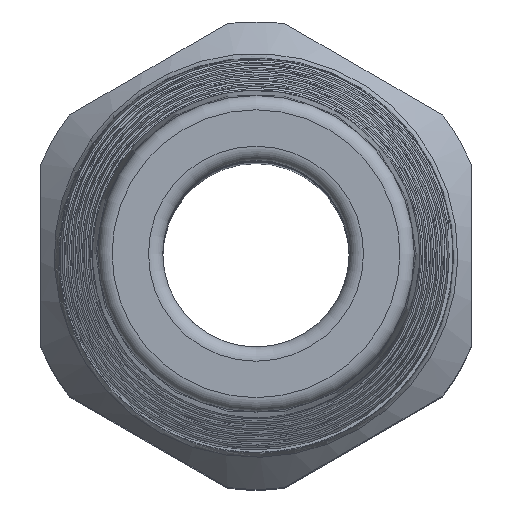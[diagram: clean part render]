
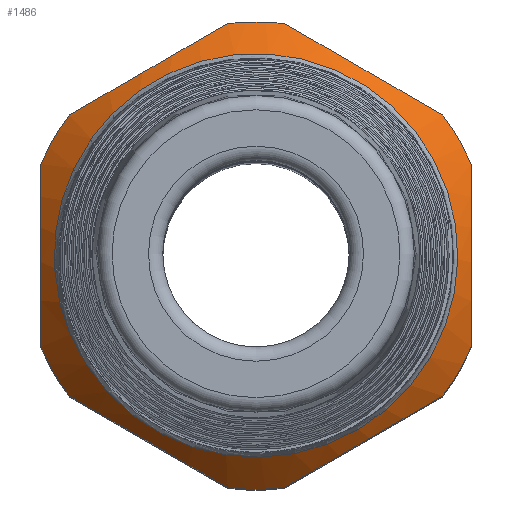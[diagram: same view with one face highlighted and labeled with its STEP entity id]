
A CAD part, top view. The second image highlights one B-rep face of the part: STEP entity #1486.
In plain terms, the highlighted conical face has half-angle 45 degrees and reference radius 8.15 mm.
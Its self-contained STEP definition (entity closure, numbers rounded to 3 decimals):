
#390=(
BOUNDED_CURVE()
B_SPLINE_CURVE(2,(#2121,#2122,#2123),.UNSPECIFIED.,.F.,.F.)
B_SPLINE_CURVE_WITH_KNOTS((3,3),(1.432,2.72),
 .UNSPECIFIED.)
CURVE()
GEOMETRIC_REPRESENTATION_ITEM()
RATIONAL_B_SPLINE_CURVE((1.687,1.833,1.687))
REPRESENTATION_ITEM('')
);
#391=(
BOUNDED_CURVE()
B_SPLINE_CURVE(2,(#2127,#2128,#2129),.UNSPECIFIED.,.F.,.F.)
B_SPLINE_CURVE_WITH_KNOTS((3,3),(1.432,2.72),
 .UNSPECIFIED.)
CURVE()
GEOMETRIC_REPRESENTATION_ITEM()
RATIONAL_B_SPLINE_CURVE((1.687,1.833,1.687))
REPRESENTATION_ITEM('')
);
#392=(
BOUNDED_CURVE()
B_SPLINE_CURVE(2,(#2133,#2134,#2135),.UNSPECIFIED.,.F.,.F.)
B_SPLINE_CURVE_WITH_KNOTS((3,3),(1.432,2.72),
 .UNSPECIFIED.)
CURVE()
GEOMETRIC_REPRESENTATION_ITEM()
RATIONAL_B_SPLINE_CURVE((1.687,1.833,1.687))
REPRESENTATION_ITEM('')
);
#393=(
BOUNDED_CURVE()
B_SPLINE_CURVE(2,(#2139,#2140,#2141),.UNSPECIFIED.,.F.,.F.)
B_SPLINE_CURVE_WITH_KNOTS((3,3),(-2.72,-1.432),
 .UNSPECIFIED.)
CURVE()
GEOMETRIC_REPRESENTATION_ITEM()
RATIONAL_B_SPLINE_CURVE((1.687,1.833,1.687))
REPRESENTATION_ITEM('')
);
#394=(
BOUNDED_CURVE()
B_SPLINE_CURVE(2,(#2145,#2146,#2147),.UNSPECIFIED.,.F.,.F.)
B_SPLINE_CURVE_WITH_KNOTS((3,3),(1.432,2.72),
 .UNSPECIFIED.)
CURVE()
GEOMETRIC_REPRESENTATION_ITEM()
RATIONAL_B_SPLINE_CURVE((1.687,1.833,1.687))
REPRESENTATION_ITEM('')
);
#395=(
BOUNDED_CURVE()
B_SPLINE_CURVE(2,(#2151,#2152,#2153),.UNSPECIFIED.,.F.,.F.)
B_SPLINE_CURVE_WITH_KNOTS((3,3),(1.432,2.72),
 .UNSPECIFIED.)
CURVE()
GEOMETRIC_REPRESENTATION_ITEM()
RATIONAL_B_SPLINE_CURVE((1.687,1.833,1.687))
REPRESENTATION_ITEM('')
);
#418=CONICAL_SURFACE('',#1577,8.15,0.785);
#423=FACE_BOUND('',#532,.T.);
#443=FACE_OUTER_BOUND('',#531,.T.);
#531=EDGE_LOOP('',(#1050,#1051,#1052,#1053,#1054,#1055,#1056,#1057,#1058,
#1059,#1060,#1061));
#532=EDGE_LOOP('',(#1062));
#634=CIRCLE('',#1574,7.038);
#636=CIRCLE('',#1578,8.15);
#637=CIRCLE('',#1579,8.15);
#638=CIRCLE('',#1580,8.15);
#639=CIRCLE('',#1581,8.15);
#640=CIRCLE('',#1582,8.15);
#641=CIRCLE('',#1583,8.15);
#677=VERTEX_POINT('',#2099);
#681=VERTEX_POINT('',#2119);
#682=VERTEX_POINT('',#2120);
#683=VERTEX_POINT('',#2124);
#684=VERTEX_POINT('',#2126);
#685=VERTEX_POINT('',#2130);
#686=VERTEX_POINT('',#2132);
#687=VERTEX_POINT('',#2136);
#688=VERTEX_POINT('',#2138);
#689=VERTEX_POINT('',#2142);
#690=VERTEX_POINT('',#2144);
#691=VERTEX_POINT('',#2148);
#692=VERTEX_POINT('',#2150);
#827=EDGE_CURVE('',#677,#677,#634,.T.);
#831=EDGE_CURVE('',#681,#682,#390,.T.);
#832=EDGE_CURVE('',#683,#681,#636,.T.);
#833=EDGE_CURVE('',#684,#683,#391,.T.);
#834=EDGE_CURVE('',#685,#684,#637,.T.);
#835=EDGE_CURVE('',#686,#685,#392,.T.);
#836=EDGE_CURVE('',#687,#686,#638,.T.);
#837=EDGE_CURVE('',#688,#687,#393,.F.);
#838=EDGE_CURVE('',#689,#688,#639,.T.);
#839=EDGE_CURVE('',#690,#689,#394,.T.);
#840=EDGE_CURVE('',#691,#690,#640,.T.);
#841=EDGE_CURVE('',#692,#691,#395,.T.);
#842=EDGE_CURVE('',#682,#692,#641,.T.);
#1050=ORIENTED_EDGE('',*,*,#831,.F.);
#1051=ORIENTED_EDGE('',*,*,#832,.F.);
#1052=ORIENTED_EDGE('',*,*,#833,.F.);
#1053=ORIENTED_EDGE('',*,*,#834,.F.);
#1054=ORIENTED_EDGE('',*,*,#835,.F.);
#1055=ORIENTED_EDGE('',*,*,#836,.F.);
#1056=ORIENTED_EDGE('',*,*,#837,.F.);
#1057=ORIENTED_EDGE('',*,*,#838,.F.);
#1058=ORIENTED_EDGE('',*,*,#839,.F.);
#1059=ORIENTED_EDGE('',*,*,#840,.F.);
#1060=ORIENTED_EDGE('',*,*,#841,.F.);
#1061=ORIENTED_EDGE('',*,*,#842,.F.);
#1062=ORIENTED_EDGE('',*,*,#827,.T.);
#1486=ADVANCED_FACE('',(#443,#423),#418,.T.);
#1574=AXIS2_PLACEMENT_3D('',#2100,#1703,#1704);
#1577=AXIS2_PLACEMENT_3D('',#2118,#1709,#1710);
#1578=AXIS2_PLACEMENT_3D('',#2125,#1711,#1712);
#1579=AXIS2_PLACEMENT_3D('',#2131,#1713,#1714);
#1580=AXIS2_PLACEMENT_3D('',#2137,#1715,#1716);
#1581=AXIS2_PLACEMENT_3D('',#2143,#1717,#1718);
#1582=AXIS2_PLACEMENT_3D('',#2149,#1719,#1720);
#1583=AXIS2_PLACEMENT_3D('',#2154,#1721,#1722);
#1703=DIRECTION('center_axis',(0.,0.,-1.));
#1704=DIRECTION('ref_axis',(-1.,0.,0.));
#1709=DIRECTION('center_axis',(0.,0.,-1.));
#1710=DIRECTION('ref_axis',(-1.,0.,0.));
#1711=DIRECTION('center_axis',(0.,0.,-1.));
#1712=DIRECTION('ref_axis',(-1.,0.,0.));
#1713=DIRECTION('center_axis',(0.,0.,-1.));
#1714=DIRECTION('ref_axis',(-1.,0.,0.));
#1715=DIRECTION('center_axis',(0.,0.,-1.));
#1716=DIRECTION('ref_axis',(-1.,0.,0.));
#1717=DIRECTION('center_axis',(0.,0.,-1.));
#1718=DIRECTION('ref_axis',(-1.,0.,0.));
#1719=DIRECTION('center_axis',(0.,0.,-1.));
#1720=DIRECTION('ref_axis',(-1.,0.,0.));
#1721=DIRECTION('center_axis',(0.,0.,-1.));
#1722=DIRECTION('ref_axis',(-1.,0.,0.));
#2099=CARTESIAN_POINT('',(6.207,3.318,28.362));
#2100=CARTESIAN_POINT('Origin',(0.,0.,28.362));
#2118=CARTESIAN_POINT('Origin',(0.,0.,27.25));
#2119=CARTESIAN_POINT('',(-7.5,-3.189,27.25));
#2120=CARTESIAN_POINT('',(-7.5,3.189,27.25));
#2121=CARTESIAN_POINT('Ctrl Pts',(-7.5,-3.189,27.25));
#2122=CARTESIAN_POINT('Ctrl Pts',(-7.5,0.,28.498));
#2123=CARTESIAN_POINT('Ctrl Pts',(-7.5,3.189,27.25));
#2124=CARTESIAN_POINT('',(-6.512,-4.9,27.25));
#2125=CARTESIAN_POINT('Origin',(0.,0.,27.25));
#2126=CARTESIAN_POINT('',(-0.988,-8.09,27.25));
#2127=CARTESIAN_POINT('Ctrl Pts',(-0.988,-8.09,27.25));
#2128=CARTESIAN_POINT('Ctrl Pts',(-3.75,-6.495,28.498));
#2129=CARTESIAN_POINT('Ctrl Pts',(-6.512,-4.9,27.25));
#2130=CARTESIAN_POINT('',(0.988,-8.09,27.25));
#2131=CARTESIAN_POINT('Origin',(0.,0.,27.25));
#2132=CARTESIAN_POINT('',(6.512,-4.9,27.25));
#2133=CARTESIAN_POINT('Ctrl Pts',(6.512,-4.9,27.25));
#2134=CARTESIAN_POINT('Ctrl Pts',(3.75,-6.495,28.498));
#2135=CARTESIAN_POINT('Ctrl Pts',(0.988,-8.09,27.25));
#2136=CARTESIAN_POINT('',(7.5,-3.189,27.25));
#2137=CARTESIAN_POINT('Origin',(0.,0.,27.25));
#2138=CARTESIAN_POINT('',(7.5,3.189,27.25));
#2139=CARTESIAN_POINT('Ctrl Pts',(7.5,-3.189,27.25));
#2140=CARTESIAN_POINT('Ctrl Pts',(7.5,0.,28.498));
#2141=CARTESIAN_POINT('Ctrl Pts',(7.5,3.189,27.25));
#2142=CARTESIAN_POINT('',(6.512,4.9,27.25));
#2143=CARTESIAN_POINT('Origin',(0.,0.,27.25));
#2144=CARTESIAN_POINT('',(0.988,8.09,27.25));
#2145=CARTESIAN_POINT('Ctrl Pts',(0.988,8.09,27.25));
#2146=CARTESIAN_POINT('Ctrl Pts',(3.75,6.495,28.498));
#2147=CARTESIAN_POINT('Ctrl Pts',(6.512,4.9,27.25));
#2148=CARTESIAN_POINT('',(-0.988,8.09,27.25));
#2149=CARTESIAN_POINT('Origin',(0.,0.,27.25));
#2150=CARTESIAN_POINT('',(-6.512,4.9,27.25));
#2151=CARTESIAN_POINT('Ctrl Pts',(-6.512,4.9,27.25));
#2152=CARTESIAN_POINT('Ctrl Pts',(-3.75,6.495,28.498));
#2153=CARTESIAN_POINT('Ctrl Pts',(-0.988,8.09,27.25));
#2154=CARTESIAN_POINT('Origin',(0.,0.,27.25));
